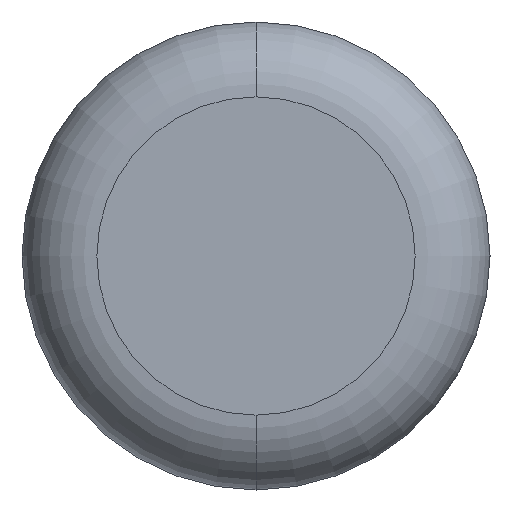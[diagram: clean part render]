
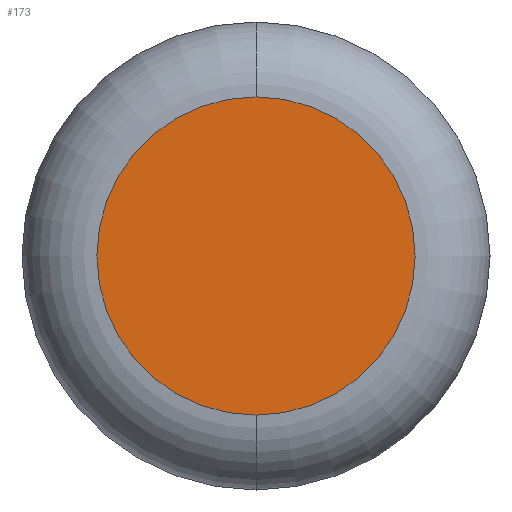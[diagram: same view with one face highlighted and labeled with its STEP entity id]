
A CAD part, front view. The second image highlights one B-rep face of the part: STEP entity #173.
In plain terms, the highlighted planar face has unit normal (0, -1, 0).
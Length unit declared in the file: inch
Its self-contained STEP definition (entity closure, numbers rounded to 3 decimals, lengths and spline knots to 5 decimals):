
#6 = CARTESIAN_POINT ( 'NONE',  ( 0., 0., -0.06375 ) ) ;
#22 = EDGE_CURVE ( 'NONE', #103, #303, #477, .T. ) ;
#74 = DIRECTION ( 'NONE',  ( 0., -1., 0. ) ) ;
#79 = CARTESIAN_POINT ( 'NONE',  ( 0., 0., 0. ) ) ;
#82 = PLANE ( 'NONE',  #415 ) ;
#103 = VERTEX_POINT ( 'NONE', #275 ) ;
#114 = DIRECTION ( 'NONE',  ( 0., 0., -1. ) ) ;
#135 = ORIENTED_EDGE ( 'NONE', *, *, #483, .T. ) ;
#162 = CARTESIAN_POINT ( 'NONE',  ( 0., 0., 0. ) ) ;
#173 = ADVANCED_FACE ( 'NONE', ( #441 ), #82, .T. ) ;
#174 = CIRCLE ( 'NONE', #500, 0.06375 ) ;
#244 = CARTESIAN_POINT ( 'NONE',  ( 0., 0., 0. ) ) ;
#275 = CARTESIAN_POINT ( 'NONE',  ( 0., 0., 0.06375 ) ) ;
#280 = ORIENTED_EDGE ( 'NONE', *, *, #22, .T. ) ;
#303 = VERTEX_POINT ( 'NONE', #6 ) ;
#323 = DIRECTION ( 'NONE',  ( 0., -1., 0. ) ) ;
#329 = DIRECTION ( 'NONE',  ( 0., -1., 0. ) ) ;
#405 = DIRECTION ( 'NONE',  ( 0., 0., -1. ) ) ;
#415 = AXIS2_PLACEMENT_3D ( 'NONE', #79, #329, #497 ) ;
#441 = FACE_OUTER_BOUND ( 'NONE', #444, .T. ) ;
#444 = EDGE_LOOP ( 'NONE', ( #135, #280 ) ) ;
#477 = CIRCLE ( 'NONE', #548, 0.06375 ) ;
#483 = EDGE_CURVE ( 'NONE', #303, #103, #174, .T. ) ;
#497 = DIRECTION ( 'NONE',  ( 0., 0., -1. ) ) ;
#500 = AXIS2_PLACEMENT_3D ( 'NONE', #162, #323, #114 ) ;
#548 = AXIS2_PLACEMENT_3D ( 'NONE', #244, #74, #405 ) ;
